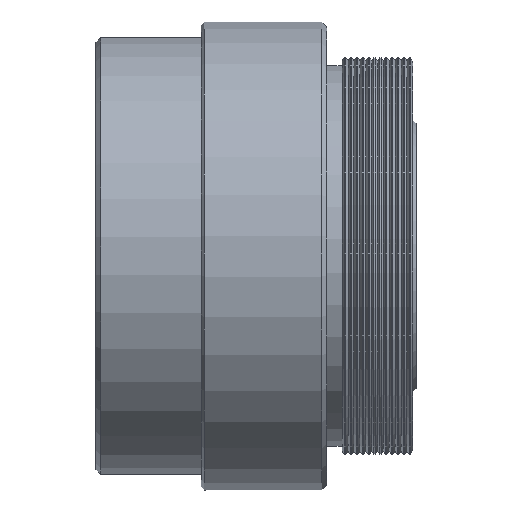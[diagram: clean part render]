
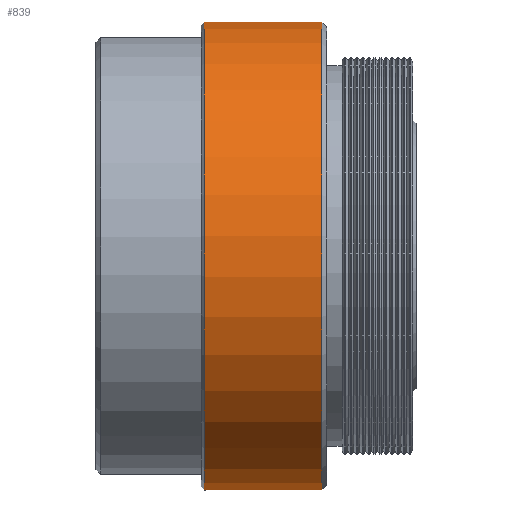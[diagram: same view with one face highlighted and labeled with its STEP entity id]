
A CAD part, front view. The second image highlights one B-rep face of the part: STEP entity #839.
In plain terms, the highlighted cylindrical face has radius 15 mm (diameter 30 mm), a full revolution.
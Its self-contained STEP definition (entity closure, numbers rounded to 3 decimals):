
#76=FACE_BOUND('',#265,.T.);
#139=CYLINDRICAL_SURFACE('',#935,15.);
#174=FACE_OUTER_BOUND('',#264,.T.);
#264=EDGE_LOOP('',(#629));
#265=EDGE_LOOP('',(#630));
#394=CIRCLE('',#936,15.);
#395=CIRCLE('',#937,15.);
#467=VERTEX_POINT('',#1399);
#468=VERTEX_POINT('',#1401);
#540=EDGE_CURVE('',#467,#467,#394,.T.);
#541=EDGE_CURVE('',#468,#468,#395,.T.);
#629=ORIENTED_EDGE('',*,*,#540,.F.);
#630=ORIENTED_EDGE('',*,*,#541,.T.);
#839=ADVANCED_FACE('',(#174,#76),#139,.T.);
#935=AXIS2_PLACEMENT_3D('',#1398,#1118,#1119);
#936=AXIS2_PLACEMENT_3D('',#1400,#1120,#1121);
#937=AXIS2_PLACEMENT_3D('',#1402,#1122,#1123);
#1118=DIRECTION('center_axis',(-1.,0.,0.));
#1119=DIRECTION('ref_axis',(0.,-0.966,-0.259));
#1120=DIRECTION('center_axis',(-1.,0.,0.));
#1121=DIRECTION('ref_axis',(0.,-0.966,-0.259));
#1122=DIRECTION('center_axis',(-1.,0.,0.));
#1123=DIRECTION('ref_axis',(0.,-0.966,-0.259));
#1398=CARTESIAN_POINT('Origin',(-4.75,0.,
0.));
#1399=CARTESIAN_POINT('',(-7.8,14.488,3.886));
#1400=CARTESIAN_POINT('Origin',(-7.8,0.,
0.));
#1401=CARTESIAN_POINT('',(-0.3,-14.488,-3.886));
#1402=CARTESIAN_POINT('Origin',(-0.3,0.,
0.));
